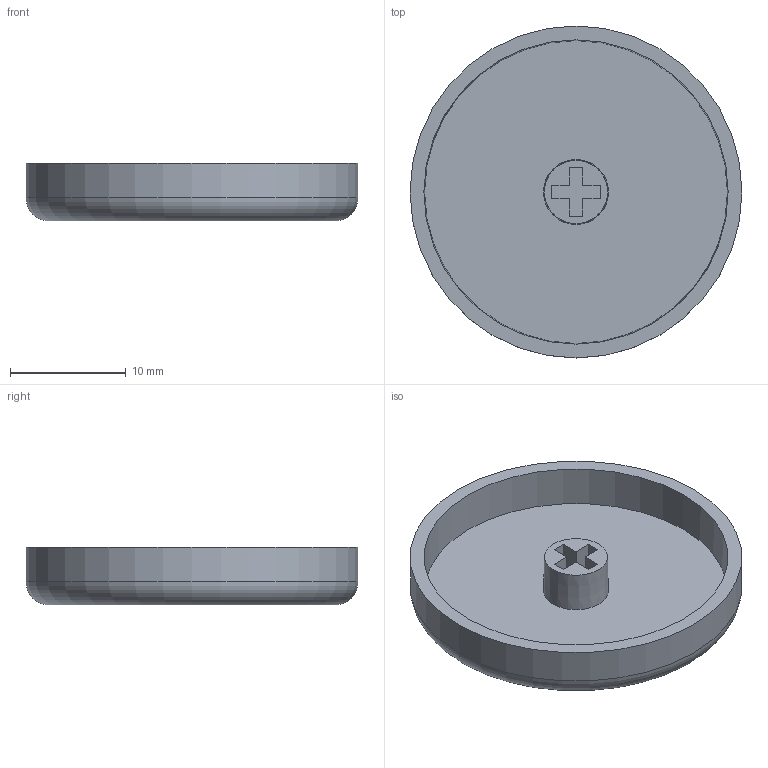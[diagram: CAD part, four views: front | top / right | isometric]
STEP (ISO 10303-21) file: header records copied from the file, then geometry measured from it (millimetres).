
FILE_DESCRIPTION(/* description */ (''),/* implementation_level */ '2;1');
FILE_NAME(/* name */ 'MX Choc V2 Button Large.step',/* time_stamp */ '2023-09-09T02:04:35-07:00',/* author */ (''),/* organization */ (''),/* preprocessor_version */ 'ST-DEVELOPER v20',/* originating_system */ 'Autodesk Translation Framework v12.9.0.99',/* authorisation */ '');
FILE_SCHEMA (('AUTOMOTIVE_DESIGN { 1 0 10303 214 3 1 1 }'));
Length unit declared in the file: millimetre
Products named in the file (1): MX Choc V2 Button Large
Bounding box: 28.64 x 28.64 x 5 mm (x, y, z)
Volume: 1262.7 mm3; surface area: 2074.9 mm2
Topology: 1 solids, 1 shells, 21 faces, 48 edges, 32 vertices
Faces by surface type: plane 17, cone 2, torus 1, cylinder 1
Full cylindrical faces by diameter (mm): 28.644 x1
Entity records: 631 total; most frequent: CARTESIAN_POINT 102, DIRECTION 101, ORIENTED_EDGE 96, EDGE_CURVE 48, LINE 39, VECTOR 39, VERTEX_POINT 32, AXIS2_PLACEMENT_3D 31
